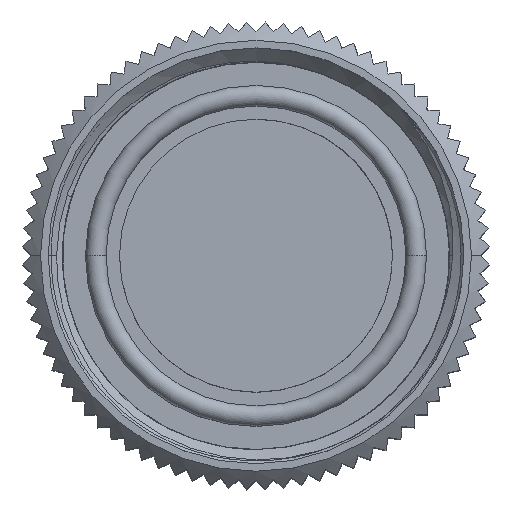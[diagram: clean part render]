
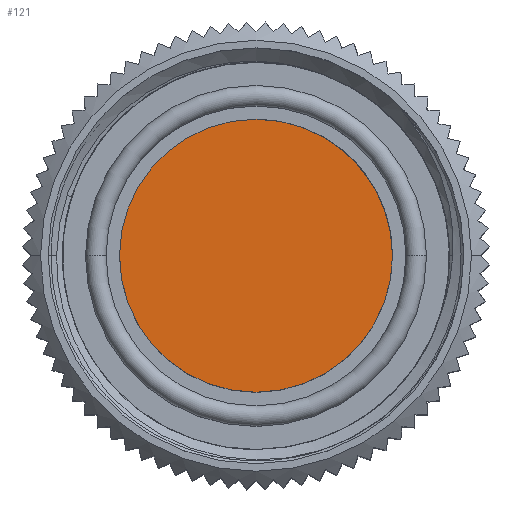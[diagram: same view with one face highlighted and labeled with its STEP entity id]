
A CAD part, top view. The second image highlights one B-rep face of the part: STEP entity #121.
In plain terms, the highlighted planar face has unit normal (0, 0, 1).
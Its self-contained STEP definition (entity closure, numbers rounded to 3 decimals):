
#121=ADVANCED_FACE('',(#556),#557,.F.);
#556=FACE_OUTER_BOUND('',#1920,.T.);
#557=PLANE('',#1921);
#1920=EDGE_LOOP('',(#3689,#3690,#3691,#3692));
#1921=AXIS2_PLACEMENT_3D('',#3693,#3694,#3695);
#3689=ORIENTED_EDGE('',*,*,#6116,.T.);
#3690=ORIENTED_EDGE('',*,*,#5791,.T.);
#3691=ORIENTED_EDGE('',*,*,#5793,.T.);
#3692=ORIENTED_EDGE('',*,*,#6115,.T.);
#3693=CARTESIAN_POINT('',(0.0,0.0,65.0));
#3694=DIRECTION('',(0.0,0.0,-1.0));
#3695=DIRECTION('',(0.0,-1.0,0.0));
#5791=EDGE_CURVE('',#6685,#6695,#6697,.T.);
#5793=EDGE_CURVE('',#6695,#6698,#6701,.T.);
#6115=EDGE_CURVE('',#6698,#7277,#7279,.T.);
#6116=EDGE_CURVE('',#7277,#6685,#7280,.T.);
#6685=VERTEX_POINT('',#8218);
#6695=VERTEX_POINT('',#8231);
#6697=CIRCLE('',#8234,7.285);
#6698=VERTEX_POINT('',#8235);
#6701=CIRCLE('',#8239,7.285);
#7277=VERTEX_POINT('',#10278);
#7279=CIRCLE('',#10281,7.285);
#7280=CIRCLE('',#10282,7.285);
#8218=CARTESIAN_POINT('',(0.,-7.285,65.0));
#8231=CARTESIAN_POINT('',(7.285,0.0,65.0));
#8234=AXIS2_PLACEMENT_3D('',#12118,#12119,#12120);
#8235=CARTESIAN_POINT('',(0.,7.285,65.0));
#8239=AXIS2_PLACEMENT_3D('',#12122,#12123,#12124);
#10278=CARTESIAN_POINT('',(-7.285,0.0,65.0));
#10281=AXIS2_PLACEMENT_3D('',#12286,#12287,#12288);
#10282=AXIS2_PLACEMENT_3D('',#12289,#12290,#12291);
#12118=CARTESIAN_POINT('',(0.0,0.0,65.0));
#12119=DIRECTION('',(0.0,0.0,1.0));
#12120=DIRECTION('',(-1.0,0.0,0.0));
#12122=CARTESIAN_POINT('',(0.0,0.0,65.0));
#12123=DIRECTION('',(0.0,0.0,1.0));
#12124=DIRECTION('',(1.0,0.0,0.0));
#12286=CARTESIAN_POINT('',(0.0,0.0,65.0));
#12287=DIRECTION('',(0.0,0.0,1.0));
#12288=DIRECTION('',(1.0,0.0,0.0));
#12289=CARTESIAN_POINT('',(0.0,0.0,65.0));
#12290=DIRECTION('',(0.0,0.0,1.0));
#12291=DIRECTION('',(-1.0,0.0,0.0));
